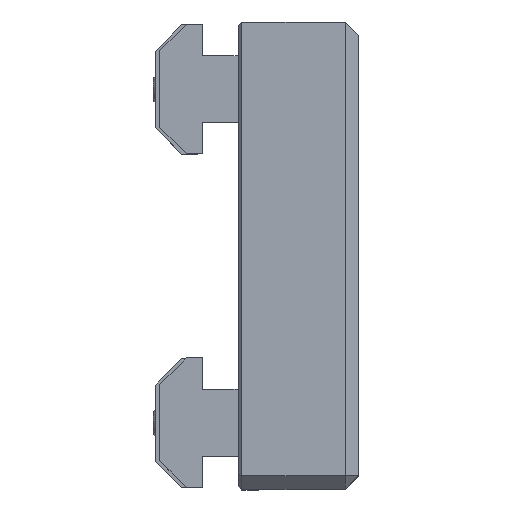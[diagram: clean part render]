
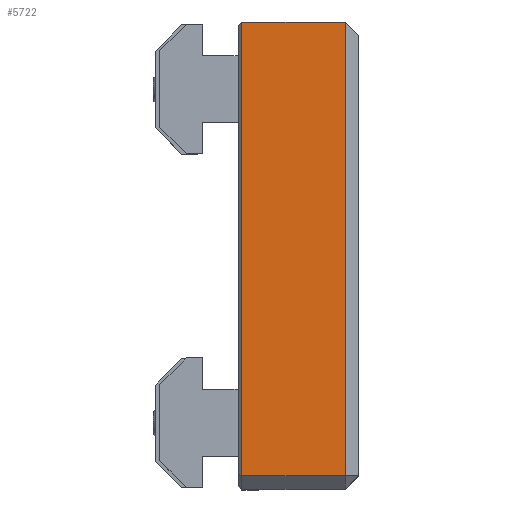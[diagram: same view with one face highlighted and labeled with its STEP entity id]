
A CAD part, top view. The second image highlights one B-rep face of the part: STEP entity #5722.
In plain terms, the highlighted planar face has unit normal (0, 0, 1).
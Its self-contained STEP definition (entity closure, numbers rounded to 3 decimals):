
#178 = EDGE_CURVE ( 'NONE', #1535, #7100, #1550, .T. ) ;
#305 = ORIENTED_EDGE ( 'NONE', *, *, #2658, .T. ) ;
#392 = VECTOR ( 'NONE', #5762, 1000. ) ;
#749 = CARTESIAN_POINT ( 'NONE',  ( -1.2, 35., 40. ) ) ;
#790 = VERTEX_POINT ( 'NONE', #1223 ) ;
#844 = LINE ( 'NONE', #1881, #5183 ) ;
#1079 = CARTESIAN_POINT ( 'NONE',  ( 14.3, -33., 40. ) ) ;
#1216 = EDGE_LOOP ( 'NONE', ( #7007, #7076, #6625, #305 ) ) ;
#1223 = CARTESIAN_POINT ( 'NONE',  ( 14.3, 35., 40. ) ) ;
#1247 = DIRECTION ( 'NONE',  ( 0., -1., 0. ) ) ;
#1535 = VERTEX_POINT ( 'NONE', #2203 ) ;
#1550 = LINE ( 'NONE', #4629, #5155 ) ;
#1598 = CARTESIAN_POINT ( 'NONE',  ( -1.7, -35., 40. ) ) ;
#1831 = DIRECTION ( 'NONE',  ( -1., 0., 0. ) ) ;
#1881 = CARTESIAN_POINT ( 'NONE',  ( 14.3, 35., 40. ) ) ;
#2042 = LINE ( 'NONE', #4700, #3213 ) ;
#2203 = CARTESIAN_POINT ( 'NONE',  ( -1.2, -33., 40. ) ) ;
#2658 = EDGE_CURVE ( 'NONE', #7100, #790, #3807, .T. ) ;
#3213 = VECTOR ( 'NONE', #1247, 1000. ) ;
#3249 = AXIS2_PLACEMENT_3D ( 'NONE', #1598, #3331, #5717 ) ;
#3331 = DIRECTION ( 'NONE',  ( 0., 0., -1. ) ) ;
#3807 = LINE ( 'NONE', #1079, #392 ) ;
#3940 = FACE_OUTER_BOUND ( 'NONE', #1216, .T. ) ;
#4629 = CARTESIAN_POINT ( 'NONE',  ( -1.2, -33., 40. ) ) ;
#4700 = CARTESIAN_POINT ( 'NONE',  ( -1.2, 35., 40. ) ) ;
#5155 = VECTOR ( 'NONE', #6290, 1000. ) ;
#5183 = VECTOR ( 'NONE', #1831, 1000. ) ;
#5380 = EDGE_CURVE ( 'NONE', #790, #6613, #844, .T. ) ;
#5717 = DIRECTION ( 'NONE',  ( 1., 0., 0. ) ) ;
#5722 = ADVANCED_FACE ( 'NONE', ( #3940 ), #6817, .F. ) ;
#5762 = DIRECTION ( 'NONE',  ( 0., 1., 0. ) ) ;
#5970 = CARTESIAN_POINT ( 'NONE',  ( 14.3, -33., 40. ) ) ;
#6290 = DIRECTION ( 'NONE',  ( 1., 0., 0. ) ) ;
#6613 = VERTEX_POINT ( 'NONE', #749 ) ;
#6625 = ORIENTED_EDGE ( 'NONE', *, *, #178, .T. ) ;
#6817 = PLANE ( 'NONE',  #3249 ) ;
#7007 = ORIENTED_EDGE ( 'NONE', *, *, #5380, .T. ) ;
#7076 = ORIENTED_EDGE ( 'NONE', *, *, #7092, .T. ) ;
#7092 = EDGE_CURVE ( 'NONE', #6613, #1535, #2042, .T. ) ;
#7100 = VERTEX_POINT ( 'NONE', #5970 ) ;
